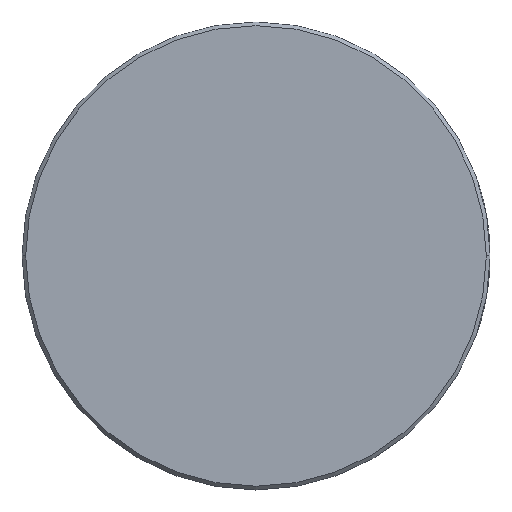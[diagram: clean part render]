
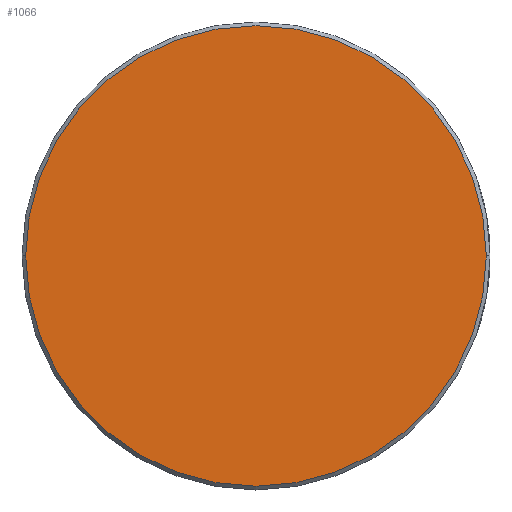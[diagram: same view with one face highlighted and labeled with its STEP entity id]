
A CAD part, top view. The second image highlights one B-rep face of the part: STEP entity #1066.
In plain terms, the highlighted planar face has unit normal (0, 0, 1).
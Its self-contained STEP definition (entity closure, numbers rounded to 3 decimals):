
#25 = EDGE_CURVE ( 'NONE', #722, #159, #1345, .T. ) ;
#159 = VERTEX_POINT ( 'NONE', #1478 ) ;
#374 = DIRECTION ( 'NONE',  ( 0., 0., 1. ) ) ;
#430 = CARTESIAN_POINT ( 'NONE',  ( 0., 0., 1.6 ) ) ;
#492 = AXIS2_PLACEMENT_3D ( 'NONE', #2278, #1119, #2473 ) ;
#524 = FACE_OUTER_BOUND ( 'NONE', #2375, .T. ) ;
#693 = AXIS2_PLACEMENT_3D ( 'NONE', #430, #843, #2207 ) ;
#722 = VERTEX_POINT ( 'NONE', #2372 ) ;
#843 = DIRECTION ( 'NONE',  ( 0., 0., 1. ) ) ;
#918 = EDGE_CURVE ( 'NONE', #159, #722, #1055, .T. ) ;
#1055 = CIRCLE ( 'NONE', #2051, 12.5 ) ;
#1066 = ADVANCED_FACE ( 'NONE', ( #524 ), #1614, .T. ) ;
#1119 = DIRECTION ( 'NONE',  ( 0., 0., 1. ) ) ;
#1280 = ORIENTED_EDGE ( 'NONE', *, *, #25, .T. ) ;
#1345 = CIRCLE ( 'NONE', #492, 12.5 ) ;
#1478 = CARTESIAN_POINT ( 'NONE',  ( -12.5, 0., 1.6 ) ) ;
#1525 = ORIENTED_EDGE ( 'NONE', *, *, #918, .T. ) ;
#1531 = CARTESIAN_POINT ( 'NONE',  ( 0., 0., 1.6 ) ) ;
#1614 = PLANE ( 'NONE',  #693 ) ;
#1730 = DIRECTION ( 'NONE',  ( 1., 0., 0. ) ) ;
#2051 = AXIS2_PLACEMENT_3D ( 'NONE', #1531, #374, #1730 ) ;
#2207 = DIRECTION ( 'NONE',  ( 1., 0., 0. ) ) ;
#2278 = CARTESIAN_POINT ( 'NONE',  ( 0., 0., 1.6 ) ) ;
#2372 = CARTESIAN_POINT ( 'NONE',  ( 12.5, 0., 1.6 ) ) ;
#2375 = EDGE_LOOP ( 'NONE', ( #1525, #1280 ) ) ;
#2473 = DIRECTION ( 'NONE',  ( 1., 0., 0. ) ) ;
